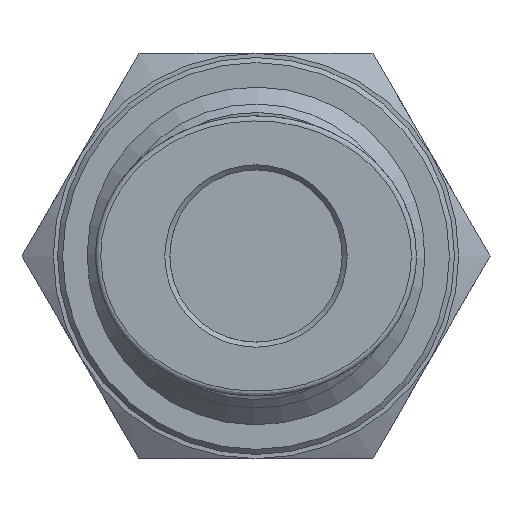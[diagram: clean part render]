
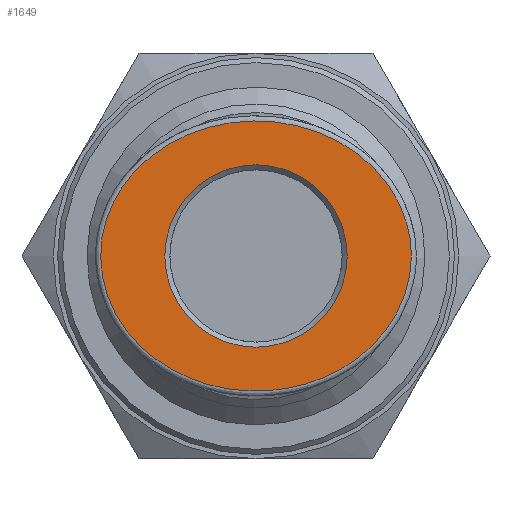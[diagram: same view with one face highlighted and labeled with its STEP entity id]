
A CAD part, left-side view. The second image highlights one B-rep face of the part: STEP entity #1649.
In plain terms, the highlighted face is planar.
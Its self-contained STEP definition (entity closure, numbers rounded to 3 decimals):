
#1607=CARTESIAN_POINT('',(5.4,5.4,0.));
#1608=VERTEX_POINT('',#1607);
#1609=CARTESIAN_POINT('',(0.,5.4,0.0));
#1610=DIRECTION('',(0.0,1.0,0.0));
#1611=DIRECTION('',(-1.0,0.0,0.0));
#1612=AXIS2_PLACEMENT_3D('',#1609,#1610,#1611);
#1613=CIRCLE('',#1612,5.4);
#1614=EDGE_CURVE('',#1608,#1608,#1613,.T.);
#1619=CARTESIAN_POINT('',(0.,5.4,0.));
#1620=DIRECTION('',(0.0,-1.0,0.0));
#1621=DIRECTION('',(0.0,0.0,-1.0));
#1622=AXIS2_PLACEMENT_3D('',#1619,#1620,#1621);
#1623=PLANE('',#1622);
#1624=CARTESIAN_POINT('',(9.2,5.4,0.));
#1625=VERTEX_POINT('',#1624);
#1626=CARTESIAN_POINT('',(9.201,5.4,0.));
#1627=CARTESIAN_POINT('',(9.201,5.4,1.285));
#1628=CARTESIAN_POINT('',(8.455,5.4,3.856));
#1629=CARTESIAN_POINT('',(4.691,5.4,7.578));
#1630=CARTESIAN_POINT('',(-0.753,5.4,8.534));
#1631=CARTESIAN_POINT('',(-5.627,5.4,6.645));
#1632=CARTESIAN_POINT('',(-8.783,5.4,3.547));
#1633=CARTESIAN_POINT('',(-9.573,5.4,-0.487));
#1634=CARTESIAN_POINT('',(-7.968,5.4,-4.578));
#1635=CARTESIAN_POINT('',(-5.24,5.4,-6.885));
#1636=CARTESIAN_POINT('',(-0.293,5.4,-8.45));
#1637=CARTESIAN_POINT('',(4.688,5.4,-7.581));
#1638=CARTESIAN_POINT('',(8.456,5.4,-3.855));
#1639=CARTESIAN_POINT('',(9.201,5.4,-1.285));
#1640=CARTESIAN_POINT('',(9.201,5.4,0.));
#1641=B_SPLINE_CURVE_WITH_KNOTS('',3,(#1626,#1627,#1628,#1629,#1630,#1631,#1632,#1633,#1634,#1635,#1636,#1637,#1638,#1639,#1640),.UNSPECIFIED.,.T.,.U.,(4,1,1,1,1,1,1,1,1,1,1,1,4),(-3.142,-2.693,-2.244,-1.346,-0.898,-0.449,0.15,0.449,1.047,1.346,2.244,2.693,3.142),.UNSPECIFIED.);
#1642=EDGE_CURVE('',#1625,#1625,#1641,.T.);
#1643=ORIENTED_EDGE('',*,*,#1642,.F.);
#1644=EDGE_LOOP('',(#1643));
#1645=FACE_OUTER_BOUND('',#1644,.T.);
#1646=ORIENTED_EDGE('',*,*,#1614,.F.);
#1647=EDGE_LOOP('',(#1646));
#1648=FACE_BOUND('',#1647,.T.);
#1649=ADVANCED_FACE('',(#1645,#1648),#1623,.F.);
